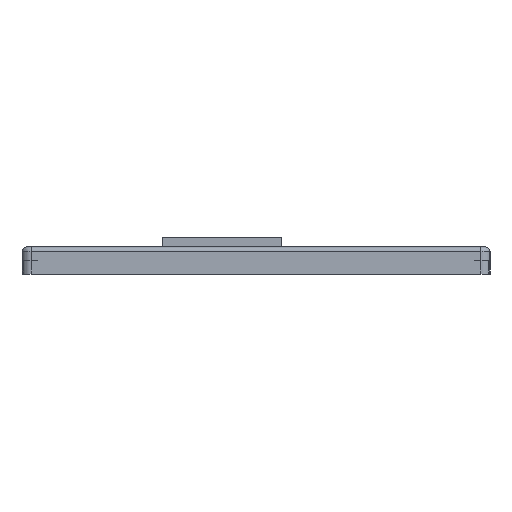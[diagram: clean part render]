
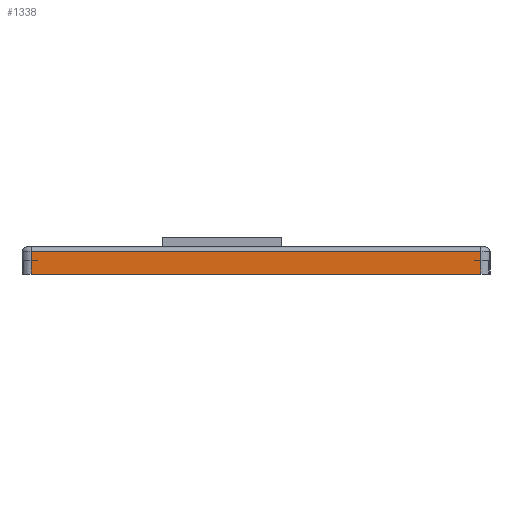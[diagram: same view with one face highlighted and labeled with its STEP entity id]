
A CAD part, left-side view. The second image highlights one B-rep face of the part: STEP entity #1338.
In plain terms, the highlighted planar face has unit normal (-1, 0, 0).
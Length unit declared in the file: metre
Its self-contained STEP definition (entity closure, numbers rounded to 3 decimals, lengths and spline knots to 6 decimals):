
#201=ORIENTED_EDGE('',*,*,#582,.F.);
#202=ORIENTED_EDGE('',*,*,#583,.T.);
#203=ORIENTED_EDGE('',*,*,#579,.T.);
#204=ORIENTED_EDGE('',*,*,#584,.T.);
#579=EDGE_CURVE('',#766,#767,#876,.T.);
#582=EDGE_CURVE('',#768,#769,#877,.T.);
#583=EDGE_CURVE('',#768,#766,#878,.F.);
#584=EDGE_CURVE('',#767,#769,#879,.T.);
#766=VERTEX_POINT('',#2141);
#767=VERTEX_POINT('',#2142);
#768=VERTEX_POINT('',#2147);
#769=VERTEX_POINT('',#2148);
#876=LINE('',#2140,#1007);
#877=LINE('',#2146,#1008);
#878=LINE('',#2149,#1009);
#879=LINE('',#2150,#1010);
#1007=VECTOR('',#1693,1.);
#1008=VECTOR('',#1700,1.);
#1009=VECTOR('',#1701,1.);
#1010=VECTOR('',#1702,1.);
#1106=EDGE_LOOP('',(#201,#202,#203,#204));
#1201=FACE_BOUND('',#1106,.T.);
#1287=PLANE('',#1462);
#1338=ADVANCED_FACE('',(#1201),#1287,.F.);
#1462=AXIS2_PLACEMENT_3D('',#2145,#1698,#1699);
#1693=DIRECTION('',(0.,0.,-1.));
#1698=DIRECTION('',(1.,0.,0.));
#1699=DIRECTION('',(0.,1.,0.));
#1700=DIRECTION('',(0.,0.,-1.));
#1701=DIRECTION('',(0.,-1.,0.));
#1702=DIRECTION('',(0.,-1.,0.));
#2140=CARTESIAN_POINT('',(-0.004,0.002,0.00875));
#2141=CARTESIAN_POINT('',(-0.004,0.002,0.01175));
#2142=CARTESIAN_POINT('',(-0.004,0.002,0.00675));
#2145=CARTESIAN_POINT('',(-0.004,-0.04775,0.00875));
#2146=CARTESIAN_POINT('',(-0.004,-0.0975,0.00875));
#2147=CARTESIAN_POINT('',(-0.004,-0.0975,0.01175));
#2148=CARTESIAN_POINT('',(-0.004,-0.0975,0.00675));
#2149=CARTESIAN_POINT('',(-0.004,0.002,0.01175));
#2150=CARTESIAN_POINT('',(-0.004,-0.04775,0.00675));
